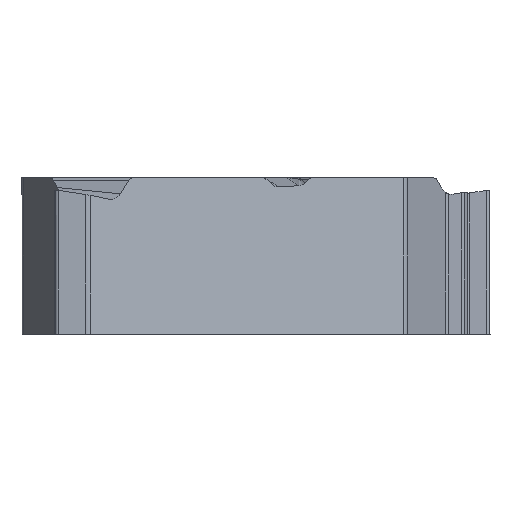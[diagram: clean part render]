
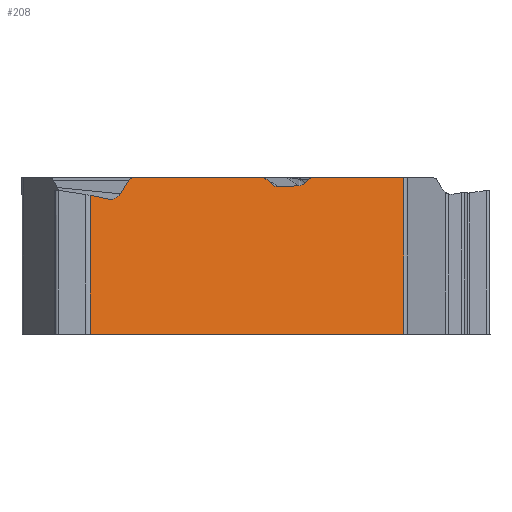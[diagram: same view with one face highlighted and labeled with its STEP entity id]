
A CAD part, front view. The second image highlights one B-rep face of the part: STEP entity #208.
In plain terms, the highlighted planar face has unit normal (0.5, -0.866, 0).
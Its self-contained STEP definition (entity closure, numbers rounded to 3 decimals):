
#208=ADVANCED_FACE('',(#355),#292,.F.);
#292=PLANE('',#2160);
#355=FACE_OUTER_BOUND('',#467,.T.);
#467=EDGE_LOOP('',(#1120,#1121,#1122,#1123,#1124,#1125,#1126,#1127,#1128,
#1129,#1130,#1131,#1132,#1133,#1134,#1135));
#609=LINE('',#3394,#785);
#613=LINE('',#3450,#789);
#619=LINE('',#3611,#796);
#620=LINE('',#3614,#797);
#621=LINE('',#3616,#798);
#622=LINE('',#3619,#799);
#623=LINE('',#3635,#800);
#624=LINE('',#3651,#801);
#625=LINE('',#3656,#802);
#626=LINE('',#3660,#803);
#785=VECTOR('',#2487,1.);
#789=VECTOR('',#2491,1.);
#796=VECTOR('',#2514,1.);
#797=VECTOR('',#2515,1.);
#798=VECTOR('',#2516,1.);
#799=VECTOR('',#2519,1.);
#800=VECTOR('',#2520,1.);
#801=VECTOR('',#2521,1.);
#802=VECTOR('',#2526,1.);
#803=VECTOR('',#2529,1.);
#1120=ORIENTED_EDGE('',*,*,#1822,.T.);
#1121=ORIENTED_EDGE('',*,*,#1823,.T.);
#1122=ORIENTED_EDGE('',*,*,#1824,.T.);
#1123=ORIENTED_EDGE('',*,*,#1806,.F.);
#1124=ORIENTED_EDGE('',*,*,#1825,.F.);
#1125=ORIENTED_EDGE('',*,*,#1826,.F.);
#1126=ORIENTED_EDGE('',*,*,#1827,.F.);
#1127=ORIENTED_EDGE('',*,*,#1828,.F.);
#1128=ORIENTED_EDGE('',*,*,#1829,.F.);
#1129=ORIENTED_EDGE('',*,*,#1830,.F.);
#1130=ORIENTED_EDGE('',*,*,#1831,.F.);
#1131=ORIENTED_EDGE('',*,*,#1799,.F.);
#1132=ORIENTED_EDGE('',*,*,#1832,.F.);
#1133=ORIENTED_EDGE('',*,*,#1833,.F.);
#1134=ORIENTED_EDGE('',*,*,#1834,.F.);
#1135=ORIENTED_EDGE('',*,*,#1835,.F.);
#1574=VERTEX_POINT('',#3393);
#1575=VERTEX_POINT('',#3395);
#1581=VERTEX_POINT('',#3449);
#1582=VERTEX_POINT('',#3451);
#1590=VERTEX_POINT('',#3612);
#1591=VERTEX_POINT('',#3613);
#1592=VERTEX_POINT('',#3615);
#1593=VERTEX_POINT('',#3618);
#1594=VERTEX_POINT('',#3620);
#1595=VERTEX_POINT('',#3634);
#1596=VERTEX_POINT('',#3636);
#1597=VERTEX_POINT('',#3650);
#1598=VERTEX_POINT('',#3652);
#1599=VERTEX_POINT('',#3655);
#1600=VERTEX_POINT('',#3657);
#1601=VERTEX_POINT('',#3659);
#1799=EDGE_CURVE('',#1574,#1575,#609,.T.);
#1806=EDGE_CURVE('',#1581,#1582,#613,.T.);
#1822=EDGE_CURVE('',#1590,#1591,#619,.T.);
#1823=EDGE_CURVE('',#1591,#1592,#620,.T.);
#1824=EDGE_CURVE('',#1592,#1582,#621,.T.);
#1825=EDGE_CURVE('',#1593,#1581,#1992,.T.);
#1826=EDGE_CURVE('',#1594,#1593,#622,.T.);
#1827=EDGE_CURVE('',#1595,#1594,#2045,.T.);
#1828=EDGE_CURVE('',#1596,#1595,#623,.T.);
#1829=EDGE_CURVE('',#1597,#1596,#2046,.T.);
#1830=EDGE_CURVE('',#1598,#1597,#624,.T.);
#1831=EDGE_CURVE('',#1575,#1598,#1993,.T.);
#1832=EDGE_CURVE('',#1599,#1574,#1994,.T.);
#1833=EDGE_CURVE('',#1600,#1599,#625,.T.);
#1834=EDGE_CURVE('',#1601,#1600,#1995,.T.);
#1835=EDGE_CURVE('',#1590,#1601,#626,.T.);
#1992=ELLIPSE('',#2156,0.15,0.15);
#1993=ELLIPSE('',#2157,0.167,0.15);
#1994=ELLIPSE('',#2158,0.177,0.15);
#1995=ELLIPSE('',#2159,0.379,0.33);
#2045=B_SPLINE_CURVE_WITH_KNOTS('',3,(#3621,#3622,#3623,#3624,#3625,#3626,
#3627,#3628,#3629,#3630,#3631,#3632,#3633),.UNSPECIFIED.,.F.,.F.,(4,3,3,
3,4),(0.,0.249,0.498,0.746,1.),
 .UNSPECIFIED.);
#2046=B_SPLINE_CURVE_WITH_KNOTS('',3,(#3637,#3638,#3639,#3640,#3641,#3642,
#3643,#3644,#3645,#3646,#3647,#3648,#3649),.UNSPECIFIED.,.F.,.F.,(4,3,3,
3,4),(0.,0.234,0.468,0.701,1.),
 .UNSPECIFIED.);
#2156=AXIS2_PLACEMENT_3D('',#3617,#2517,#2518);
#2157=AXIS2_PLACEMENT_3D('',#3653,#2522,#2523);
#2158=AXIS2_PLACEMENT_3D('',#3654,#2524,#2525);
#2159=AXIS2_PLACEMENT_3D('',#3658,#2527,#2528);
#2160=AXIS2_PLACEMENT_3D('',#3661,#2530,#2531);
#2487=DIRECTION('',(0.866,0.5,0.));
#2491=DIRECTION('',(0.866,0.5,0.));
#2514=DIRECTION('',(0.,0.,-1.));
#2515=DIRECTION('',(0.866,0.5,0.));
#2516=DIRECTION('',(0.,0.,1.));
#2517=DIRECTION('',(-0.5,0.866,0.));
#2518=DIRECTION('',(0.866,0.5,0.));
#2519=DIRECTION('',(0.658,0.38,0.651));
#2520=DIRECTION('',(0.865,0.5,0.043));
#2521=DIRECTION('',(0.686,0.396,-0.611));
#2522=DIRECTION('',(-0.5,0.866,0.));
#2523=DIRECTION('',(-0.866,-0.5,0.));
#2524=DIRECTION('',(-0.5,0.866,0.));
#2525=DIRECTION('',(-0.866,-0.5,0.));
#2526=DIRECTION('',(0.497,0.287,0.819));
#2527=DIRECTION('',(0.5,-0.866,0.));
#2528=DIRECTION('',(0.853,0.492,-0.174));
#2529=DIRECTION('',(0.853,0.492,-0.174));
#2530=DIRECTION('',(-0.5,0.866,0.));
#2531=DIRECTION('',(0.,0.,-1.));
#3393=CARTESIAN_POINT('',(-1.694,-6.477,0.34));
#3394=CARTESIAN_POINT('',(5.129,-2.538,0.34));
#3395=CARTESIAN_POINT('',(1.861,-4.425,0.34));
#3449=CARTESIAN_POINT('',(3.222,-3.639,0.34));
#3450=CARTESIAN_POINT('',(-0.367,-5.711,0.34));
#3451=CARTESIAN_POINT('',(5.747,-2.181,0.34));
#3611=CARTESIAN_POINT('',(-2.885,-7.165,-5.47));
#3612=CARTESIAN_POINT('',(-2.885,-7.165,-0.144));
#3613=CARTESIAN_POINT('',(-2.885,-7.165,-3.97));
#3614=CARTESIAN_POINT('',(-0.367,-5.711,-3.97));
#3615=CARTESIAN_POINT('',(5.747,-2.181,-3.97));
#3616=CARTESIAN_POINT('',(5.747,-2.181,3.34));
#3617=CARTESIAN_POINT('',(3.222,-3.639,0.19));
#3618=CARTESIAN_POINT('',(3.137,-3.688,0.304));
#3619=CARTESIAN_POINT('',(0.987,-4.93,-1.824));
#3620=CARTESIAN_POINT('',(3.029,-3.75,0.197));
#3621=CARTESIAN_POINT('',(2.857,-3.85,0.118));
#3622=CARTESIAN_POINT('',(2.873,-3.841,0.119));
#3623=CARTESIAN_POINT('',(2.888,-3.832,0.122));
#3624=CARTESIAN_POINT('',(2.904,-3.823,0.125));
#3625=CARTESIAN_POINT('',(2.919,-3.814,0.129));
#3626=CARTESIAN_POINT('',(2.934,-3.805,0.134));
#3627=CARTESIAN_POINT('',(2.949,-3.797,0.141));
#3628=CARTESIAN_POINT('',(2.963,-3.789,0.148));
#3629=CARTESIAN_POINT('',(2.977,-3.78,0.156));
#3630=CARTESIAN_POINT('',(2.99,-3.773,0.165));
#3631=CARTESIAN_POINT('',(3.004,-3.765,0.174));
#3632=CARTESIAN_POINT('',(3.017,-3.757,0.185));
#3633=CARTESIAN_POINT('',(3.029,-3.75,0.197));
#3634=CARTESIAN_POINT('',(2.857,-3.85,0.118));
#3635=CARTESIAN_POINT('',(-0.365,-5.71,-0.04));
#3636=CARTESIAN_POINT('',(2.296,-4.173,0.091));
#3637=CARTESIAN_POINT('',(2.124,-4.273,0.153));
#3638=CARTESIAN_POINT('',(2.136,-4.266,0.142));
#3639=CARTESIAN_POINT('',(2.148,-4.259,0.133));
#3640=CARTESIAN_POINT('',(2.161,-4.252,0.126));
#3641=CARTESIAN_POINT('',(2.173,-4.245,0.118));
#3642=CARTESIAN_POINT('',(2.186,-4.237,0.111));
#3643=CARTESIAN_POINT('',(2.2,-4.229,0.106));
#3644=CARTESIAN_POINT('',(2.214,-4.221,0.101));
#3645=CARTESIAN_POINT('',(2.228,-4.213,0.097));
#3646=CARTESIAN_POINT('',(2.242,-4.205,0.094));
#3647=CARTESIAN_POINT('',(2.26,-4.195,0.091));
#3648=CARTESIAN_POINT('',(2.278,-4.184,0.09));
#3649=CARTESIAN_POINT('',(2.296,-4.173,0.091));
#3650=CARTESIAN_POINT('',(2.124,-4.273,0.153));
#3651=CARTESIAN_POINT('',(4.072,-3.148,-1.582));
#3652=CARTESIAN_POINT('',(1.954,-4.371,0.304));
#3653=CARTESIAN_POINT('',(1.861,-4.425,0.19));
#3654=CARTESIAN_POINT('',(-1.694,-6.477,0.19));
#3655=CARTESIAN_POINT('',(-1.826,-6.553,0.267));
#3656=CARTESIAN_POINT('',(0.353,-5.295,3.861));
#3657=CARTESIAN_POINT('',(-2.051,-6.684,-0.105));
#3658=CARTESIAN_POINT('',(-2.332,-6.846,0.078));
#3659=CARTESIAN_POINT('',(-2.382,-6.874,-0.247));
#3660=CARTESIAN_POINT('',(4.866,-2.69,-1.723));
#3661=CARTESIAN_POINT('',(-0.367,-5.711,0.));
